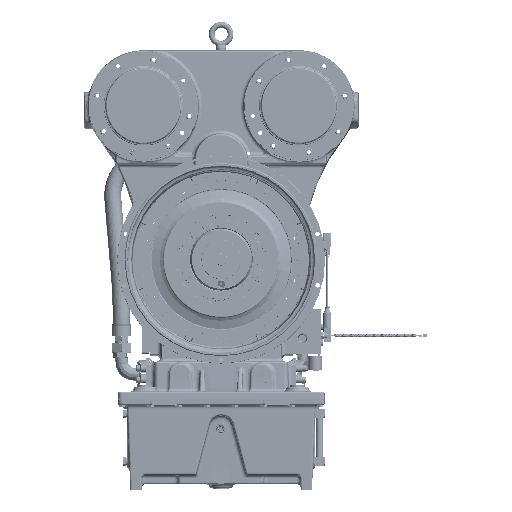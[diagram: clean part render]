
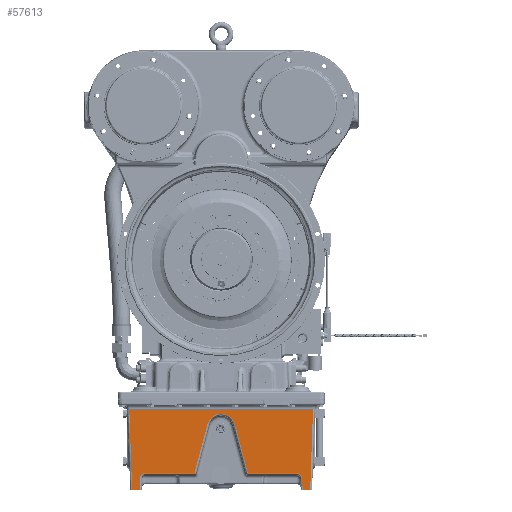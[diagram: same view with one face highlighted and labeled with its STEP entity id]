
A CAD part, top view. The second image highlights one B-rep face of the part: STEP entity #57613.
In plain terms, the highlighted planar face has unit normal (0, -0.035, 0.999).
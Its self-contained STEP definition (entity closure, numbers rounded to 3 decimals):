
#8719 = DIRECTION ( 'NONE',  ( -1., 0., 0. ) ) ;
#11148 = CARTESIAN_POINT ( 'NONE',  ( 200.343, -566.374, 105.51 ) ) ;
#13313 = CARTESIAN_POINT ( 'NONE',  ( -23.867, -390.56, 111.649 ) ) ;
#14690 = VERTEX_POINT ( 'NONE', #90540 ) ;
#14709 = VECTOR ( 'NONE', #199355, 1000. ) ;
#14975 = VERTEX_POINT ( 'NONE', #205674 ) ;
#15274 = VERTEX_POINT ( 'NONE', #74931 ) ;
#18559 = ORIENTED_EDGE ( 'NONE', *, *, #284863, .T. ) ;
#19152 = CARTESIAN_POINT ( 'NONE',  ( -216.394, -611.2, 103.944 ) ) ;
#21072 = FACE_OUTER_BOUND ( 'NONE', #251269, .T. ) ;
#21270 = EDGE_CURVE ( 'NONE', #14690, #103044, #65364, .T. ) ;
#23920 = DIRECTION ( 'NONE',  ( 0., -0.999, -0.035 ) ) ;
#24239 = CARTESIAN_POINT ( 'NONE',  ( -208.889, -566.374, 105.51 ) ) ;
#25213 = EDGE_CURVE ( 'NONE', #161121, #14690, #188485, .T. ) ;
#28231 = LINE ( 'NONE', #45695, #89051 ) ;
#29785 = EDGE_CURVE ( 'NONE', #253537, #15274, #154755, .T. ) ;
#30537 = DIRECTION ( 'NONE',  ( -1., 0., 0. ) ) ;
#30770 = ORIENTED_EDGE ( 'NONE', *, *, #155372, .T. ) ;
#33631 = CARTESIAN_POINT ( 'NONE',  ( 23.867, -390.56, 111.649 ) ) ;
#35154 = CARTESIAN_POINT ( 'NONE',  ( 70.977, -566.374, 105.51 ) ) ;
#37431 = LINE ( 'NONE', #82341, #110711 ) ;
#38266 = ORIENTED_EDGE ( 'NONE', *, *, #270638, .T. ) ;
#40360 = ORIENTED_EDGE ( 'NONE', *, *, #100782, .T. ) ;
#41223 = LINE ( 'NONE', #151363, #281386 ) ;
#41307 = VERTEX_POINT ( 'NONE', #91145 ) ;
#45695 = CARTESIAN_POINT ( 'NONE',  ( -215.328, -580.677, 105.01 ) ) ;
#46478 = ORIENTED_EDGE ( 'NONE', *, *, #70671, .T. ) ;
#57613 = ADVANCED_FACE ( 'NONE', ( #21072 ), #260268, .T. ) ;
#58356 = ORIENTED_EDGE ( 'NONE', *, *, #279691, .T. ) ;
#61750 =( BOUNDED_CURVE ( )  B_SPLINE_CURVE ( 3, ( #256783, #13313, #33631, #226772 ),
 .UNSPECIFIED., .F., .T. ) 
 B_SPLINE_CURVE_WITH_KNOTS ( ( 4, 4 ),
 ( 4.974, 7.592 ),
 .UNSPECIFIED. ) 
 CURVE ( )  GEOMETRIC_REPRESENTATION_ITEM ( )  RATIONAL_B_SPLINE_CURVE ( ( 1., 0.506, 0.506, 1. ) ) 
 REPRESENTATION_ITEM ( '' )  );
#62000 = VECTOR ( 'NONE', #234806, 1000. ) ;
#63675 = VERTEX_POINT ( 'NONE', #19152 ) ;
#65364 = LINE ( 'NONE', #85625, #149711 ) ;
#70282 = CARTESIAN_POINT ( 'NONE',  ( 180., -366.2, 112.5 ) ) ;
#70671 = EDGE_CURVE ( 'NONE', #206910, #161121, #277595, .T. ) ;
#71633 = ORIENTED_EDGE ( 'NONE', *, *, #84137, .T. ) ;
#74931 = CARTESIAN_POINT ( 'NONE',  ( 215.334, -580.851, 105.004 ) ) ;
#78110 = VECTOR ( 'NONE', #30537, 1000. ) ;
#79494 = LINE ( 'NONE', #99798, #216442 ) ;
#82341 = CARTESIAN_POINT ( 'NONE',  ( 244.924, -368.464, 112.421 ) ) ;
#84137 = EDGE_CURVE ( 'NONE', #14975, #102006, #37431, .T. ) ;
#85625 = CARTESIAN_POINT ( 'NONE',  ( -36.179, -436.507, 110.045 ) ) ;
#85632 = CARTESIAN_POINT ( 'NONE',  ( -244.486, -381.005, 111.983 ) ) ;
#87633 = CARTESIAN_POINT ( 'NONE',  ( 200.343, -566.374, 105.51 ) ) ;
#89051 = VECTOR ( 'NONE', #94852, 1000. ) ;
#90540 = CARTESIAN_POINT ( 'NONE',  ( -70.977, -566.374, 105.51 ) ) ;
#91145 = CARTESIAN_POINT ( 'NONE',  ( 36.222, -436.669, 110.039 ) ) ;
#94852 = DIRECTION ( 'NONE',  ( 0.035, 0.999, 0.035 ) ) ;
#99798 = CARTESIAN_POINT ( 'NONE',  ( 180., -566.374, 105.51 ) ) ;
#100782 = EDGE_CURVE ( 'NONE', #102006, #219345, #41223, .T. ) ;
#102006 = VERTEX_POINT ( 'NONE', #121867 ) ;
#103044 = VERTEX_POINT ( 'NONE', #265500 ) ;
#106969 = ORIENTED_EDGE ( 'NONE', *, *, #145961, .F. ) ;
#107718 = VERTEX_POINT ( 'NONE', #220946 ) ;
#110711 = VECTOR ( 'NONE', #286756, 1000. ) ;
#118851 = LINE ( 'NONE', #227507, #236146 ) ;
#119844 = CARTESIAN_POINT ( 'NONE',  ( 216.562, -616.026, 103.776 ) ) ;
#121867 = CARTESIAN_POINT ( 'NONE',  ( 243.968, -395.851, 111.465 ) ) ;
#124426 = DIRECTION ( 'NONE',  ( 1., 0., 0. ) ) ;
#133033 = CARTESIAN_POINT ( 'NONE',  ( -215.036, -572.311, 105.302 ) ) ;
#145961 = EDGE_CURVE ( 'NONE', #14975, #151160, #188365, .T. ) ;
#146386 = CARTESIAN_POINT ( 'NONE',  ( 180., -611.2, 103.944 ) ) ;
#147287 = CARTESIAN_POINT ( 'NONE',  ( 215.334, -580.851, 105.004 ) ) ;
#149498 = ORIENTED_EDGE ( 'NONE', *, *, #285104, .F. ) ;
#149711 = VECTOR ( 'NONE', #153701, 1000. ) ;
#151160 = VERTEX_POINT ( 'NONE', #269117 ) ;
#151363 = CARTESIAN_POINT ( 'NONE',  ( 180., -395.851, 111.465 ) ) ;
#153701 = DIRECTION ( 'NONE',  ( 0.259, 0.965, 0.034 ) ) ;
#154755 =( BOUNDED_CURVE ( )  B_SPLINE_CURVE ( 3, ( #11148, #186453, #212465, #147287 ),
 .UNSPECIFIED., .F., .F. ) 
 B_SPLINE_CURVE_WITH_KNOTS ( ( 4, 4 ),
 ( 0., 1.536 ),
 .UNSPECIFIED. ) 
 CURVE ( )  GEOMETRIC_REPRESENTATION_ITEM ( )  RATIONAL_B_SPLINE_CURVE ( ( 1., 0.813, 0.813, 1. ) ) 
 REPRESENTATION_ITEM ( '' )  );
#155372 = EDGE_CURVE ( 'NONE', #41307, #264730, #223957, .T. ) ;
#156992 = ORIENTED_EDGE ( 'NONE', *, *, #161693, .T. ) ;
#157534 = CARTESIAN_POINT ( 'NONE',  ( -200.343, -566.374, 105.51 ) ) ;
#160410 = CARTESIAN_POINT ( 'NONE',  ( -215.334, -580.851, 105.004 ) ) ;
#161121 = VERTEX_POINT ( 'NONE', #262420 ) ;
#161693 = EDGE_CURVE ( 'NONE', #63675, #206910, #28231, .T. ) ;
#168036 = ORIENTED_EDGE ( 'NONE', *, *, #21270, .T. ) ;
#176115 = AXIS2_PLACEMENT_3D ( 'NONE', #70282, #222436, #23920 ) ;
#186453 = CARTESIAN_POINT ( 'NONE',  ( 208.889, -566.374, 105.51 ) ) ;
#187074 = CARTESIAN_POINT ( 'NONE',  ( 180., -566.374, 105.51 ) ) ;
#188365 = LINE ( 'NONE', #146386, #78110 ) ;
#188485 = LINE ( 'NONE', #187074, #62000 ) ;
#188575 = ORIENTED_EDGE ( 'NONE', *, *, #29785, .T. ) ;
#195748 = LINE ( 'NONE', #85632, #252516 ) ;
#197241 = EDGE_CURVE ( 'NONE', #15274, #151160, #205370, .T. ) ;
#199355 = DIRECTION ( 'NONE',  ( 0.259, -0.965, -0.034 ) ) ;
#200064 = DIRECTION ( 'NONE',  ( 0.035, -0.999, -0.035 ) ) ;
#203879 = VECTOR ( 'NONE', #203964, 1000. ) ;
#203964 = DIRECTION ( 'NONE',  ( 0.035, -0.999, -0.035 ) ) ;
#205370 = LINE ( 'NONE', #119844, #203879 ) ;
#205674 = CARTESIAN_POINT ( 'NONE',  ( 236.447, -611.2, 103.944 ) ) ;
#206910 = VERTEX_POINT ( 'NONE', #220173 ) ;
#211461 = ORIENTED_EDGE ( 'NONE', *, *, #197241, .T. ) ;
#212465 = CARTESIAN_POINT ( 'NONE',  ( 215.036, -572.311, 105.302 ) ) ;
#216442 = VECTOR ( 'NONE', #124426, 1000. ) ;
#219345 = VERTEX_POINT ( 'NONE', #254689 ) ;
#220173 = CARTESIAN_POINT ( 'NONE',  ( -215.334, -580.851, 105.004 ) ) ;
#220946 = CARTESIAN_POINT ( 'NONE',  ( -236.447, -611.2, 103.944 ) ) ;
#222436 = DIRECTION ( 'NONE',  ( 0., -0.035, 0.999 ) ) ;
#223957 = LINE ( 'NONE', #245706, #14709 ) ;
#226772 = CARTESIAN_POINT ( 'NONE',  ( 36.222, -436.669, 110.039 ) ) ;
#227507 = CARTESIAN_POINT ( 'NONE',  ( 180., -611.2, 103.944 ) ) ;
#234806 = DIRECTION ( 'NONE',  ( 1., 0., 0. ) ) ;
#235202 = ORIENTED_EDGE ( 'NONE', *, *, #25213, .T. ) ;
#236146 = VECTOR ( 'NONE', #8719, 1000. ) ;
#239690 = DIRECTION ( 'NONE',  ( -1., 0., 0. ) ) ;
#245706 = CARTESIAN_POINT ( 'NONE',  ( 70.934, -566.213, 105.515 ) ) ;
#251269 = EDGE_LOOP ( 'NONE', ( #106969, #71633, #40360, #58356, #149498, #156992, #46478, #235202, #168036, #18559, #30770, #38266, #188575, #211461 ) ) ;
#252516 = VECTOR ( 'NONE', #200064, 1000. ) ;
#253537 = VERTEX_POINT ( 'NONE', #87633 ) ;
#254689 = CARTESIAN_POINT ( 'NONE',  ( -243.968, -395.851, 111.465 ) ) ;
#256783 = CARTESIAN_POINT ( 'NONE',  ( -36.222, -436.669, 110.039 ) ) ;
#260268 = PLANE ( 'NONE',  #176115 ) ;
#262420 = CARTESIAN_POINT ( 'NONE',  ( -200.343, -566.374, 105.51 ) ) ;
#264730 = VERTEX_POINT ( 'NONE', #35154 ) ;
#265500 = CARTESIAN_POINT ( 'NONE',  ( -36.222, -436.669, 110.039 ) ) ;
#269117 = CARTESIAN_POINT ( 'NONE',  ( 216.394, -611.2, 103.944 ) ) ;
#270638 = EDGE_CURVE ( 'NONE', #264730, #253537, #79494, .T. ) ;
#277595 =( BOUNDED_CURVE ( )  B_SPLINE_CURVE ( 3, ( #160410, #133033, #24239, #157534 ),
 .UNSPECIFIED., .F., .F. ) 
 B_SPLINE_CURVE_WITH_KNOTS ( ( 4, 4 ),
 ( 1.606, 3.142 ),
 .UNSPECIFIED. ) 
 CURVE ( )  GEOMETRIC_REPRESENTATION_ITEM ( )  RATIONAL_B_SPLINE_CURVE ( ( 1., 0.813, 0.813, 1. ) ) 
 REPRESENTATION_ITEM ( '' )  );
#279691 = EDGE_CURVE ( 'NONE', #219345, #107718, #195748, .T. ) ;
#281386 = VECTOR ( 'NONE', #239690, 1000. ) ;
#284863 = EDGE_CURVE ( 'NONE', #103044, #41307, #61750, .T. ) ;
#285104 = EDGE_CURVE ( 'NONE', #63675, #107718, #118851, .T. ) ;
#286756 = DIRECTION ( 'NONE',  ( 0.035, 0.999, 0.035 ) ) ;
